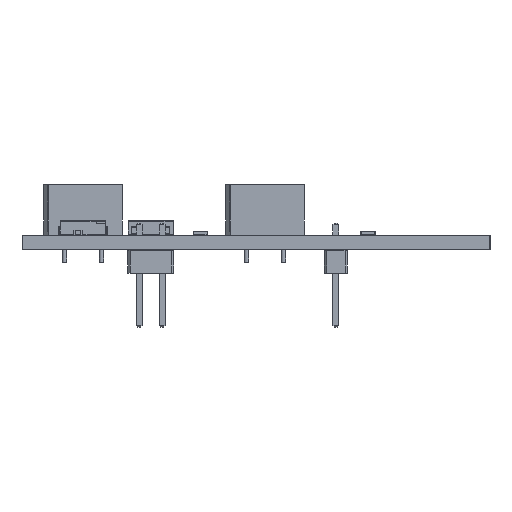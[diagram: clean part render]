
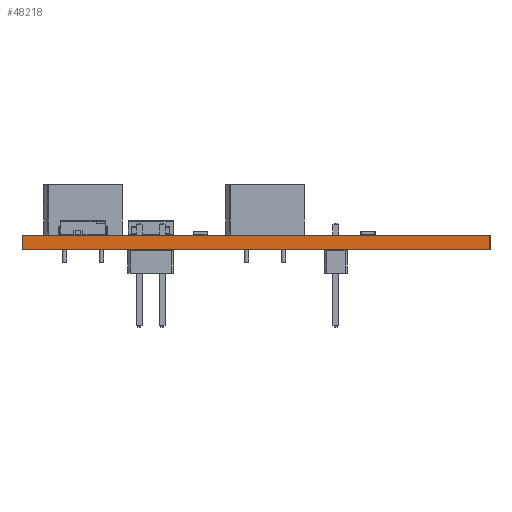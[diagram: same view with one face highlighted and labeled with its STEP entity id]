
A CAD part, left-side view. The second image highlights one B-rep face of the part: STEP entity #48218.
In plain terms, the highlighted planar face has unit normal (-1, 0, 0).
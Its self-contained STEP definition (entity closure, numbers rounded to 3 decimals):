
#48037 = PLANE('',#48038);
#48038 = AXIS2_PLACEMENT_3D('',#48039,#48040,#48041);
#48039 = CARTESIAN_POINT('',(40.,-25.,0.));
#48040 = DIRECTION('',(0.,-1.,0.));
#48041 = DIRECTION('',(-1.,0.,0.));
#48062 = VERTEX_POINT('',#48063);
#48063 = CARTESIAN_POINT('',(-40.,-25.,1.6));
#48077 = PLANE('',#48078);
#48078 = AXIS2_PLACEMENT_3D('',#48079,#48080,#48081);
#48079 = CARTESIAN_POINT('',(0.,1.,1.6));
#48080 = DIRECTION('',(-0.,-0.,-1.));
#48081 = DIRECTION('',(-1.,0.,0.));
#48089 = EDGE_CURVE('',#48090,#48062,#48092,.T.);
#48090 = VERTEX_POINT('',#48091);
#48091 = CARTESIAN_POINT('',(-40.,-25.,0.));
#48092 = SURFACE_CURVE('',#48093,(#48097,#48104),.PCURVE_S1.);
#48093 = LINE('',#48094,#48095);
#48094 = CARTESIAN_POINT('',(-40.,-25.,0.));
#48095 = VECTOR('',#48096,1.);
#48096 = DIRECTION('',(0.,0.,1.));
#48097 = PCURVE('',#48037,#48098);
#48098 = DEFINITIONAL_REPRESENTATION('',(#48099),#48103);
#48099 = LINE('',#48100,#48101);
#48100 = CARTESIAN_POINT('',(80.,0.));
#48101 = VECTOR('',#48102,1.);
#48102 = DIRECTION('',(0.,-1.));
#48103 = ( GEOMETRIC_REPRESENTATION_CONTEXT(2) 
PARAMETRIC_REPRESENTATION_CONTEXT() REPRESENTATION_CONTEXT('2D SPACE',''
  ) );
#48104 = PCURVE('',#48105,#48110);
#48105 = PLANE('',#48106);
#48106 = AXIS2_PLACEMENT_3D('',#48107,#48108,#48109);
#48107 = CARTESIAN_POINT('',(-40.,-25.,0.));
#48108 = DIRECTION('',(-1.,0.,0.));
#48109 = DIRECTION('',(0.,1.,0.));
#48110 = DEFINITIONAL_REPRESENTATION('',(#48111),#48115);
#48111 = LINE('',#48112,#48113);
#48112 = CARTESIAN_POINT('',(0.,0.));
#48113 = VECTOR('',#48114,1.);
#48114 = DIRECTION('',(0.,-1.));
#48115 = ( GEOMETRIC_REPRESENTATION_CONTEXT(2) 
PARAMETRIC_REPRESENTATION_CONTEXT() REPRESENTATION_CONTEXT('2D SPACE',''
  ) );
#48131 = PLANE('',#48132);
#48132 = AXIS2_PLACEMENT_3D('',#48133,#48134,#48135);
#48133 = CARTESIAN_POINT('',(0.,1.,0.));
#48134 = DIRECTION('',(-0.,-0.,-1.));
#48135 = DIRECTION('',(-1.,0.,0.));
#48164 = PLANE('',#48165);
#48165 = AXIS2_PLACEMENT_3D('',#48166,#48167,#48168);
#48166 = CARTESIAN_POINT('',(-40.,27.,0.));
#48167 = DIRECTION('',(0.,1.,0.));
#48168 = DIRECTION('',(1.,0.,0.));
#48218 = ADVANCED_FACE('',(#48219),#48105,.T.);
#48219 = FACE_BOUND('',#48220,.T.);
#48220 = EDGE_LOOP('',(#48221,#48222,#48245,#48268));
#48221 = ORIENTED_EDGE('',*,*,#48089,.T.);
#48222 = ORIENTED_EDGE('',*,*,#48223,.T.);
#48223 = EDGE_CURVE('',#48062,#48224,#48226,.T.);
#48224 = VERTEX_POINT('',#48225);
#48225 = CARTESIAN_POINT('',(-40.,27.,1.6));
#48226 = SURFACE_CURVE('',#48227,(#48231,#48238),.PCURVE_S1.);
#48227 = LINE('',#48228,#48229);
#48228 = CARTESIAN_POINT('',(-40.,-25.,1.6));
#48229 = VECTOR('',#48230,1.);
#48230 = DIRECTION('',(0.,1.,0.));
#48231 = PCURVE('',#48105,#48232);
#48232 = DEFINITIONAL_REPRESENTATION('',(#48233),#48237);
#48233 = LINE('',#48234,#48235);
#48234 = CARTESIAN_POINT('',(0.,-1.6));
#48235 = VECTOR('',#48236,1.);
#48236 = DIRECTION('',(1.,0.));
#48237 = ( GEOMETRIC_REPRESENTATION_CONTEXT(2) 
PARAMETRIC_REPRESENTATION_CONTEXT() REPRESENTATION_CONTEXT('2D SPACE',''
  ) );
#48238 = PCURVE('',#48077,#48239);
#48239 = DEFINITIONAL_REPRESENTATION('',(#48240),#48244);
#48240 = LINE('',#48241,#48242);
#48241 = CARTESIAN_POINT('',(40.,-26.));
#48242 = VECTOR('',#48243,1.);
#48243 = DIRECTION('',(0.,1.));
#48244 = ( GEOMETRIC_REPRESENTATION_CONTEXT(2) 
PARAMETRIC_REPRESENTATION_CONTEXT() REPRESENTATION_CONTEXT('2D SPACE',''
  ) );
#48245 = ORIENTED_EDGE('',*,*,#48246,.F.);
#48246 = EDGE_CURVE('',#48247,#48224,#48249,.T.);
#48247 = VERTEX_POINT('',#48248);
#48248 = CARTESIAN_POINT('',(-40.,27.,0.));
#48249 = SURFACE_CURVE('',#48250,(#48254,#48261),.PCURVE_S1.);
#48250 = LINE('',#48251,#48252);
#48251 = CARTESIAN_POINT('',(-40.,27.,0.));
#48252 = VECTOR('',#48253,1.);
#48253 = DIRECTION('',(0.,0.,1.));
#48254 = PCURVE('',#48105,#48255);
#48255 = DEFINITIONAL_REPRESENTATION('',(#48256),#48260);
#48256 = LINE('',#48257,#48258);
#48257 = CARTESIAN_POINT('',(52.,0.));
#48258 = VECTOR('',#48259,1.);
#48259 = DIRECTION('',(0.,-1.));
#48260 = ( GEOMETRIC_REPRESENTATION_CONTEXT(2) 
PARAMETRIC_REPRESENTATION_CONTEXT() REPRESENTATION_CONTEXT('2D SPACE',''
  ) );
#48261 = PCURVE('',#48164,#48262);
#48262 = DEFINITIONAL_REPRESENTATION('',(#48263),#48267);
#48263 = LINE('',#48264,#48265);
#48264 = CARTESIAN_POINT('',(0.,0.));
#48265 = VECTOR('',#48266,1.);
#48266 = DIRECTION('',(0.,-1.));
#48267 = ( GEOMETRIC_REPRESENTATION_CONTEXT(2) 
PARAMETRIC_REPRESENTATION_CONTEXT() REPRESENTATION_CONTEXT('2D SPACE',''
  ) );
#48268 = ORIENTED_EDGE('',*,*,#48269,.F.);
#48269 = EDGE_CURVE('',#48090,#48247,#48270,.T.);
#48270 = SURFACE_CURVE('',#48271,(#48275,#48282),.PCURVE_S1.);
#48271 = LINE('',#48272,#48273);
#48272 = CARTESIAN_POINT('',(-40.,-25.,0.));
#48273 = VECTOR('',#48274,1.);
#48274 = DIRECTION('',(0.,1.,0.));
#48275 = PCURVE('',#48105,#48276);
#48276 = DEFINITIONAL_REPRESENTATION('',(#48277),#48281);
#48277 = LINE('',#48278,#48279);
#48278 = CARTESIAN_POINT('',(0.,0.));
#48279 = VECTOR('',#48280,1.);
#48280 = DIRECTION('',(1.,0.));
#48281 = ( GEOMETRIC_REPRESENTATION_CONTEXT(2) 
PARAMETRIC_REPRESENTATION_CONTEXT() REPRESENTATION_CONTEXT('2D SPACE',''
  ) );
#48282 = PCURVE('',#48131,#48283);
#48283 = DEFINITIONAL_REPRESENTATION('',(#48284),#48288);
#48284 = LINE('',#48285,#48286);
#48285 = CARTESIAN_POINT('',(40.,-26.));
#48286 = VECTOR('',#48287,1.);
#48287 = DIRECTION('',(0.,1.));
#48288 = ( GEOMETRIC_REPRESENTATION_CONTEXT(2) 
PARAMETRIC_REPRESENTATION_CONTEXT() REPRESENTATION_CONTEXT('2D SPACE',''
  ) );
